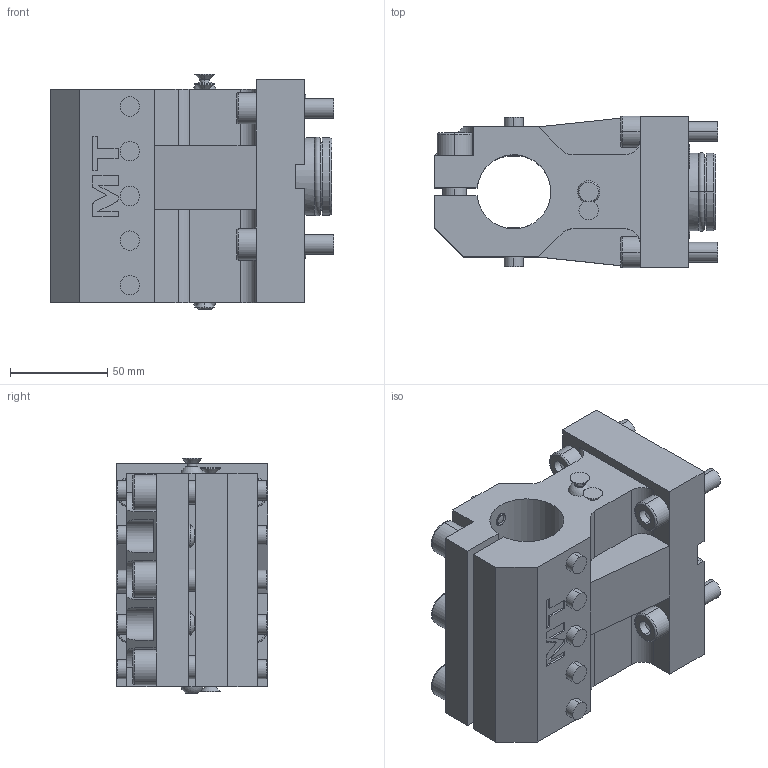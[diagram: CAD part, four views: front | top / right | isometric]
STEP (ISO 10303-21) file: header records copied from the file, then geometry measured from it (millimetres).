
FILE_DESCRIPTION((''),'2;1');
FILE_NAME('MNZ0153810_CONF','2023-02-24T14:40:38',('sterribile'),('M.T. srl'),'CREO PARAMETRIC BY PTC INC, 2021072','CREO PARAMETRIC BY PTC INC, 2021072','');
FILE_SCHEMA(('CONFIG_CONTROL_DESIGN'));
Length unit declared in the file: millimetre
Products named in the file (1): MNZ0153810_CONF
Bounding box: 146 x 78 x 121.1 mm (x, y, z)
Volume: 780549.6 mm3; surface area: 94665 mm2
Topology: 1 solids, 1 shells, 356 faces, 855 edges, 535 vertices
Faces by surface type: plane 146, cylinder 114, cone 70, torus 20, extrusion 4, sphere 2
Entity records: 11745 total; most frequent: CARTESIAN_POINT 3350, DIRECTION 1789, ORIENTED_EDGE 1674, EDGE_CURVE 837, AXIS2_PLACEMENT_3D 656, VERTEX_POINT 535, VECTOR 477, LINE 473
